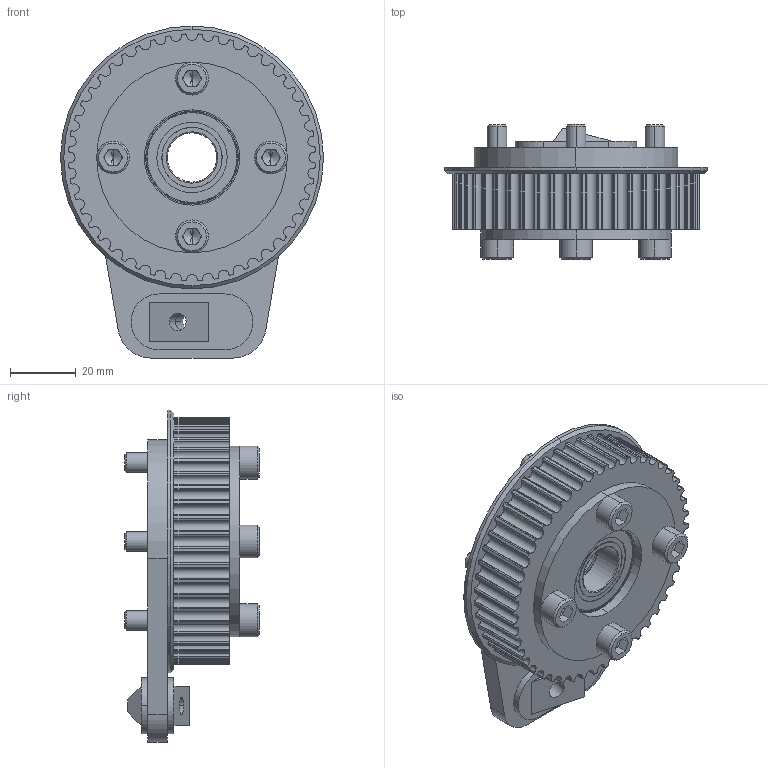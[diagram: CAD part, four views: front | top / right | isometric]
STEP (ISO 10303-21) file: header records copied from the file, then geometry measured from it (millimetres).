
FILE_DESCRIPTION (( 'STEP AP214' ), '1' );
FILE_NAME ('diff_pulley_left_assem.STEP', '2025-06-11T15:54:34', ( '' ), ( '' ), 'SwSTEP 2.0', 'SolidWorks 2024', '' );
FILE_SCHEMA (( 'AUTOMOTIVE_DESIGN' ));
Length unit declared in the file: millimetre
Products named in the file (13): skf_bearing_6002-2rsh_2_03; diff_pulley_left_assem; skf_bearing_6002-2rsh_2; skf_bearing_6002-2rsh_2_04; BLKS-P005_Control_rod_end_front; BLKS-P001-PT_48T_5M_15W_12B (Diff Shaft); skf_bearing_6002-2rsh_2_05; BLKS-SM004-control_arm_slot; socket head cap screw_am_B18.3.1M - 6 x 1.0 x 35 Hex SHCS -- 24NHX; skf_bearing_6002-2rsh_2_01; BLKS-P004-control_rod_end_back; BLKS-M004-pulley_bearing_seat; skf_bearing_6002-2rsh_2_02
Assembly tree (15 placements, depth 3):
  diff_pulley_left_assem
    BLKS-M004-pulley_bearing_seat
    skf_bearing_6002-2rsh_2
      skf_bearing_6002-2rsh_2_01
      skf_bearing_6002-2rsh_2_02
      skf_bearing_6002-2rsh_2_03
      skf_bearing_6002-2rsh_2_04
      skf_bearing_6002-2rsh_2_05
    BLKS-P001-PT_48T_5M_15W_12B (Diff Shaft)
    BLKS-SM004-control_arm_slot
    BLKS-P004-control_rod_end_back
    BLKS-P005_Control_rod_end_front
    socket head cap screw_am_B18.3.1M - 6 x 1.0 x 35 Hex SHCS -- 24NHX  x4
Bounding box: 80 x 41 x 101 mm (x, y, z)
Volume: 110003.3 mm3; surface area: 49619.7 mm2
Topology: 14 solids, 14 shells, 687 faces, 1851 edges, 1203 vertices
Faces by surface type: cylinder 351, plane 206, cone 56, torus 56, sphere 18
Entity records: 20001 total; most frequent: DIRECTION 3684, CARTESIAN_POINT 3524, ORIENTED_EDGE 3260, EDGE_CURVE 1630, AXIS2_PLACEMENT_3D 1469, VERTEX_POINT 1077, CIRCLE 844, LINE 746
